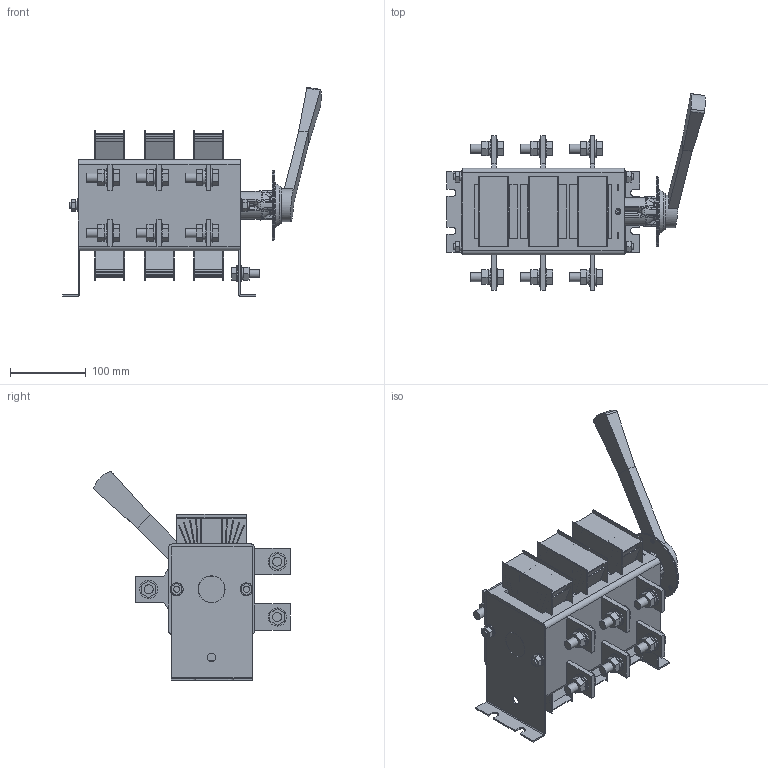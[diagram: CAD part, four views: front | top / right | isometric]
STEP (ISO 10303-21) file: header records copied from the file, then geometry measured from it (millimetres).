
FILE_DESCRIPTION (( 'STEP AP214' ), '1' );
FILE_NAME ('SRK41-211-630 Âûêëþ÷àòåëü-ðàçúåäèíèòåëü ÂÐ32È-39B71250 630À IEK.STEP', '2018-05-17T12:36:56', ( '' ), ( '' ), 'SwSTEP 2.0', 'SolidWorks 2014', '' );
FILE_SCHEMA (( 'AUTOMOTIVE_DESIGN' ));
Length unit declared in the file: millimetre
Products named in the file (1): SRK41-211-630 Âûêëþ÷àòåëü-ðàçúåäèíèòåëü ÂÐ32È-39B71250 630À IEK
Bounding box: 340.29 x 258.58 x 275.08 mm (x, y, z)
Volume: 2373775.6 mm3; surface area: 767779 mm2
Topology: 31 solids, 31 shells, 2357 faces, 6522 edges, 4264 vertices
Faces by surface type: plane 1462, cylinder 748, bspline 117, torus 20, cone 10
Full cylindrical faces by diameter (mm): 6.5 x6, 8 x8, 8.2 x4, 10 x2, 10.4 x3, 11.2 x2, 11.364 x1, 12 x18, 12.3 x18, 12.5 x1, 14.2 x9, 17 x4, 21 x3, 22 x1, 24 x18, 35 x2, 35.5 x2, 36.6 x1, 39 x1, 43 x2, 91 x1, 91.5 x1
Entity records: 86781 total; most frequent: CARTESIAN_POINT 26446, ORIENTED_EDGE 12710, DIRECTION 12020, EDGE_CURVE 6355, LINE 4442, VECTOR 4442, VERTEX_POINT 4229, AXIS2_PLACEMENT_3D 3789
